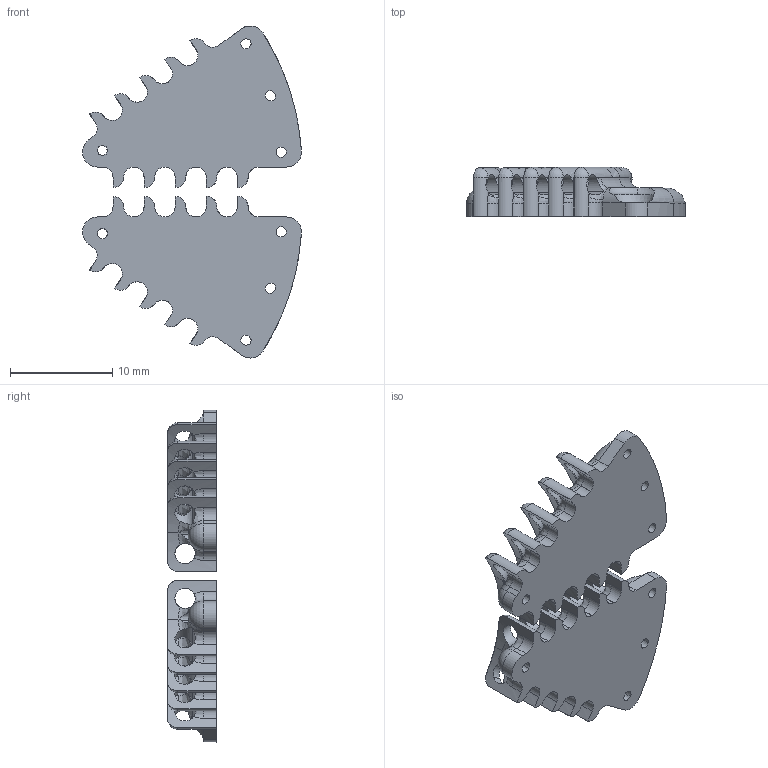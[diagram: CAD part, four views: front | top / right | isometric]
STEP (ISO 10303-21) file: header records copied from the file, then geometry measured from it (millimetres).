
FILE_DESCRIPTION(('CATIA V5 STEP'),'2;1');
FILE_NAME('ttmaus_skala_2_catia_5_r11_3_V5.stp','2003-11-12T13:57:14+00:00',('none'),('none'),'CATIA Version 5 Release 13 (IN-9)','CATIA V5 STEP AP214','none');
FILE_SCHEMA(('AUTOMOTIVE_DESIGN { 1 0 10303 214 1 1 1 1 }'));
Length unit declared in the file: millimetre
Products named in the file (1): ttmaus_skala_2_catia_5_r11_3
Bounding box: 21.44 x 4.79 x 32.54 mm (x, y, z)
Volume: 1203.2 mm3; surface area: 1695.7 mm2
Topology: 2 solids, 2 shells, 458 faces, 1554 edges, 1283 vertices
Faces by surface type: cylinder 230, bspline 72, torus 68, plane 58, sphere 26, cone 4
Entity records: 23513 total; most frequent: CARTESIAN_POINT 9820, ORIENTED_EDGE 2640, DIRECTION 1403, EDGE_CURVE 1320, VERTEX_POINT 818, AXIS2_PLACEMENT_3D 713, B_SPLINE_CURVE_WITH_KNOTS 671, PRESENTATION_STYLE_ASSIGNMENT 476
